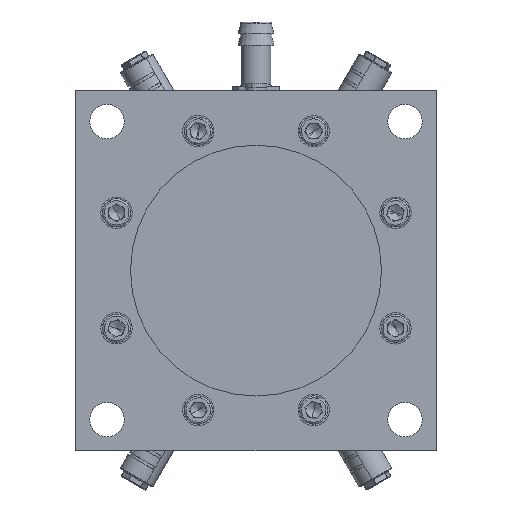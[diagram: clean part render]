
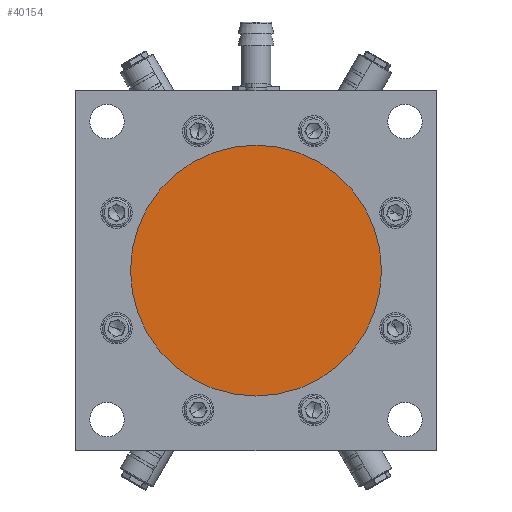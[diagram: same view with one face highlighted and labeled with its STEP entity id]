
A CAD part, front view. The second image highlights one B-rep face of the part: STEP entity #40154.
In plain terms, the highlighted planar face has unit normal (0, -1, 0).
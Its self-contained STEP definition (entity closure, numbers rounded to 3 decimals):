
#644 = AXIS2_PLACEMENT_3D ( 'NONE', #64057, #24745, #7711 ) ;
#7711 = DIRECTION ( 'NONE',  ( 0., 0., 1. ) ) ;
#8678 = VERTEX_POINT ( 'NONE', #28813 ) ;
#13143 = EDGE_CURVE ( 'NONE', #8678, #15434, #18584, .T. ) ;
#13603 = EDGE_CURVE ( 'NONE', #15434, #8678, #43658, .T. ) ;
#13840 = DIRECTION ( 'NONE',  ( 0., 0., 1. ) ) ;
#15434 = VERTEX_POINT ( 'NONE', #29371 ) ;
#18584 = CIRCLE ( 'NONE', #644, 80. ) ;
#19350 = CARTESIAN_POINT ( 'NONE',  ( 0., 1., 0. ) ) ;
#24745 = DIRECTION ( 'NONE',  ( 0., -1., 0. ) ) ;
#25699 = ORIENTED_EDGE ( 'NONE', *, *, #13143, .T. ) ;
#26444 = CARTESIAN_POINT ( 'NONE',  ( 0., 1., 0. ) ) ;
#28813 = CARTESIAN_POINT ( 'NONE',  ( 0., 1., -80. ) ) ;
#29371 = CARTESIAN_POINT ( 'NONE',  ( 0., 1., 80. ) ) ;
#32015 = ORIENTED_EDGE ( 'NONE', *, *, #13603, .T. ) ;
#35960 = DIRECTION ( 'NONE',  ( 0., -1., 0. ) ) ;
#40154 = ADVANCED_FACE ( 'NONE', ( #56718 ), #60748, .T. ) ;
#43658 = CIRCLE ( 'NONE', #48728, 80. ) ;
#44736 = DIRECTION ( 'NONE',  ( 0., -1., 0. ) ) ;
#47866 = EDGE_LOOP ( 'NONE', ( #32015, #25699 ) ) ;
#48728 = AXIS2_PLACEMENT_3D ( 'NONE', #19350, #35960, #13840 ) ;
#55237 = AXIS2_PLACEMENT_3D ( 'NONE', #26444, #44736, #73408 ) ;
#56718 = FACE_OUTER_BOUND ( 'NONE', #47866, .T. ) ;
#60748 = PLANE ( 'NONE',  #55237 ) ;
#64057 = CARTESIAN_POINT ( 'NONE',  ( 0., 1., 0. ) ) ;
#73408 = DIRECTION ( 'NONE',  ( 0., 0., 1. ) ) ;
